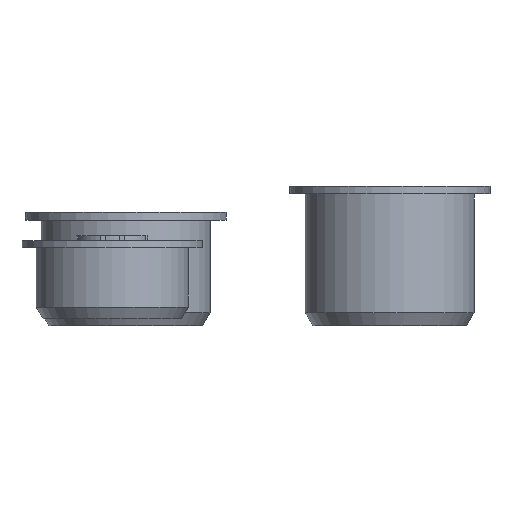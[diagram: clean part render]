
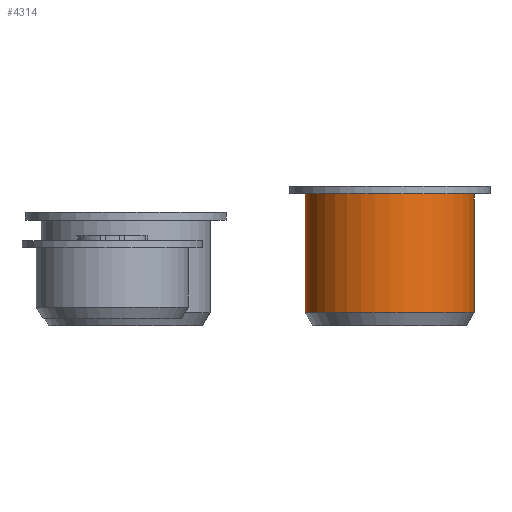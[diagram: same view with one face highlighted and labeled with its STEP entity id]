
A CAD part, front view. The second image highlights one B-rep face of the part: STEP entity #4314.
In plain terms, the highlighted cylindrical face has radius 6.4 mm (diameter 12.8 mm), a full revolution.
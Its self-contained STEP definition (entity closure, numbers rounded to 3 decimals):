
#287=CYLINDRICAL_SURFACE('',#4565,6.4);
#686=LINE('',#8010,#1085);
#1085=VECTOR('',#5436,6.4);
#1332=FACE_OUTER_BOUND('',#1579,.T.);
#1579=EDGE_LOOP('',(#3964,#3965,#3966,#3967));
#1645=CIRCLE('',#4504,6.4);
#1654=CIRCLE('',#4547,6.4);
#1946=VERTEX_POINT('',#6934);
#2066=VERTEX_POINT('',#7959);
#2495=EDGE_CURVE('',#1946,#1946,#1645,.T.);
#2682=EDGE_CURVE('',#2066,#2066,#1654,.T.);
#2707=EDGE_CURVE('',#1946,#2066,#686,.T.);
#3964=ORIENTED_EDGE('',*,*,#2495,.T.);
#3965=ORIENTED_EDGE('',*,*,#2707,.T.);
#3966=ORIENTED_EDGE('',*,*,#2682,.T.);
#3967=ORIENTED_EDGE('',*,*,#2707,.F.);
#4314=ADVANCED_FACE('',(#1332),#287,.T.);
#4504=AXIS2_PLACEMENT_3D('',#6935,#5190,#5191);
#4547=AXIS2_PLACEMENT_3D('',#7960,#5378,#5379);
#4565=AXIS2_PLACEMENT_3D('',#8009,#5434,#5435);
#5190=DIRECTION('center_axis',(0.,0.,-1.));
#5191=DIRECTION('ref_axis',(1.,0.,0.));
#5378=DIRECTION('center_axis',(0.,0.,1.));
#5379=DIRECTION('ref_axis',(1.,0.,0.));
#5434=DIRECTION('center_axis',(0.,0.,1.));
#5435=DIRECTION('ref_axis',(1.,0.,0.));
#5436=DIRECTION('',(0.,0.,-1.));
#6934=CARTESIAN_POINT('',(98.6,32.,9.));
#6935=CARTESIAN_POINT('Origin',(105.,32.,9.));
#7959=CARTESIAN_POINT('',(98.6,32.,0.));
#7960=CARTESIAN_POINT('Origin',(105.,32.,0.));
#8009=CARTESIAN_POINT('Origin',(105.,32.,0.));
#8010=CARTESIAN_POINT('',(98.6,32.,0.));
